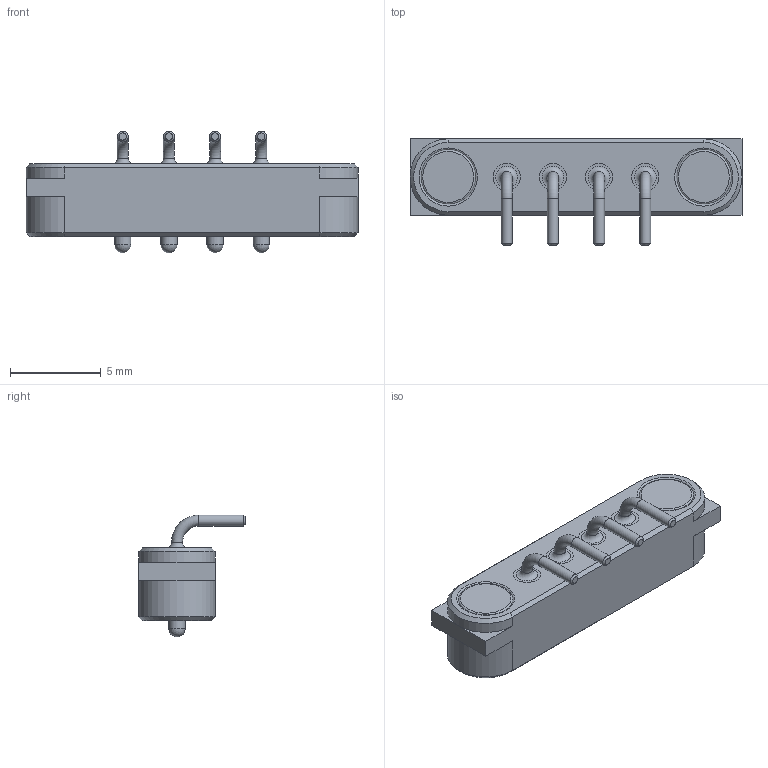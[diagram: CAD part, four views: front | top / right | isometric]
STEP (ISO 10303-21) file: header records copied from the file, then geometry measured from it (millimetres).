
FILE_DESCRIPTION(/* description */ ('STEP AP242','CAx-IF Rec.Pracs.---Representation and Presentation of Product Manufacturing Information (PMI)---4.0---2014-10-13','CAx-IF Rec.Pracs.---3D Tessellated Geometry---0.4---2014-09-14','2;1'),/* implementation_level */ '2;1');
FILE_NAME(/* name */ '68e6e4aa89fe2d201a239c55',/* time_stamp */ '2025-10-08T22:24:43Z',/* author */ (''),/* organization */ (''),/* preprocessor_version */ 'ST-DEVELOPER v20',/* originating_system */ 'ONSHAPE BY PTC INC, 1.204',/* authorisation */ ' ');
FILE_SCHEMA (('AP242_MANAGED_MODEL_BASED_3D_ENGINEERING_MIM_LF { 1 0 10303 442 1 1 4 }'));
Length unit declared in the file: metre
Products named in the file (7): Pin (Type 4)-1-solid1; Part 7; ?????? N-1-solid1; ?????? S-1-solid1; Pin (Type 4)-2-solid1; Pin (Type 4)-4-solid1; Pin (Type 4)-5-solid1
Bounding box: 18.26 x 5.85 x 6.7 mm (x, y, z)
Volume: 298.8 mm3; surface area: 649.1 mm2
Topology: 7 solids, 7 shells, 114 faces, 260 edges, 162 vertices
Faces by surface type: plane 48, cylinder 24, torus 16, bspline 14, cone 8, sphere 4
Full cylindrical faces by diameter (mm): 0.6 x4, 0.9 x4, 1.5 x8, 3 x4
Entity records: 4613 total; most frequent: CARTESIAN_POINT 1377, DIRECTION 460, ORIENTED_EDGE 396, EDGE_CURVE 198, AXIS2_PLACEMENT_3D 183, EDGE_LOOP 176, FACE_BOUND 176, VERTEX_POINT 148
